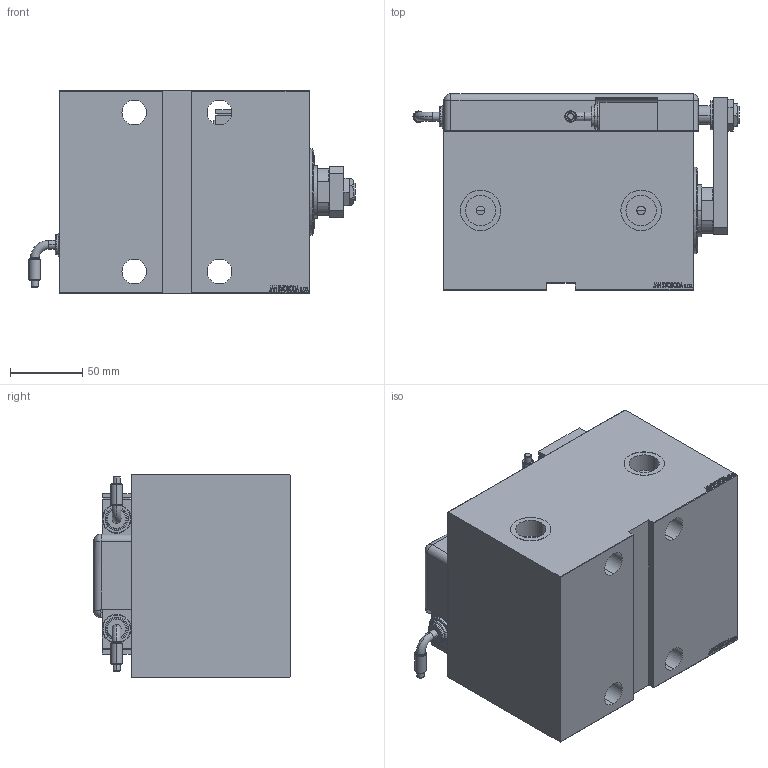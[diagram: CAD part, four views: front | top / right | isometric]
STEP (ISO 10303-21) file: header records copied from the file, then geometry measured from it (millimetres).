
FILE_DESCRIPTION (( 'STEP AP203' ), '1' );
FILE_NAME ('a474.STEP', '2024-02-12T14:24:00', ( '' ), ( '' ), 'SwSTEP 2.0', 'SolidWorks 2019', '' );
FILE_SCHEMA (( 'CONFIG_CONTROL_DESIGN' ));
Length unit declared in the file: millimetre
Products named in the file (13): SWITCH Q 0059a9e3739ae72254c41baf53aa0ab2; a474; V450CM_E_VCP 0059a9e3739ae72254c41baf53aa0ab2; TYC 0059a9e3739ae72254c41baf53aa0ab2; KRYT 0059a9e3739ae72254c41baf53aa0ab2; NUT_D19 0059a9e3739ae72254c41baf53aa0ab2; ZARAZKA_Q 0059a9e3739ae72254c41baf53aa0ab2; V450CM_E_Body 0059a9e3739ae72254c41baf53aa0ab2; SWITCH_Q_FRONT_BACK 0059a9e3739ae72254c41baf53aa0ab2; V450CM_VC_B 0059a9e3739ae72254c41baf53aa0ab2; MAGNETIC SWITCH Q 0059a9e3739ae72254c41baf53aa0ab2; SWITCH DIM A_G 0059a9e3739ae72254c41baf53aa0ab2; NUT_D13 0059a9e3739ae72254c41baf53aa0ab2
Assembly tree (13 placements, depth 3):
  a474
    V450CM_E_Body 0059a9e3739ae72254c41baf53aa0ab2
    V450CM_E_VCP 0059a9e3739ae72254c41baf53aa0ab2
    V450CM_VC_B 0059a9e3739ae72254c41baf53aa0ab2
    MAGNETIC SWITCH Q 0059a9e3739ae72254c41baf53aa0ab2
      SWITCH_Q_FRONT_BACK 0059a9e3739ae72254c41baf53aa0ab2
      TYC 0059a9e3739ae72254c41baf53aa0ab2
      ZARAZKA_Q 0059a9e3739ae72254c41baf53aa0ab2
      SWITCH DIM A_G 0059a9e3739ae72254c41baf53aa0ab2
      NUT_D19 0059a9e3739ae72254c41baf53aa0ab2
      NUT_D13 0059a9e3739ae72254c41baf53aa0ab2
      KRYT 0059a9e3739ae72254c41baf53aa0ab2
      SWITCH Q 0059a9e3739ae72254c41baf53aa0ab2  x2
Bounding box: 225.46 x 135.8 x 140 mm (x, y, z)
Volume: 2394937.2 mm3; surface area: 320198 mm2
Topology: 13 solids, 13 shells, 1268 faces, 3216 edges, 2117 vertices
Faces by surface type: plane 620, bspline 475, cylinder 115, cone 34, torus 22, sphere 2
Entity records: 60540 total; most frequent: CARTESIAN_POINT 32777, ORIENTED_EDGE 6176, DIRECTION 3894, EDGE_CURVE 3088, VERTEX_POINT 2040, VECTOR 1846, LINE 1846, EDGE_LOOP 1384
